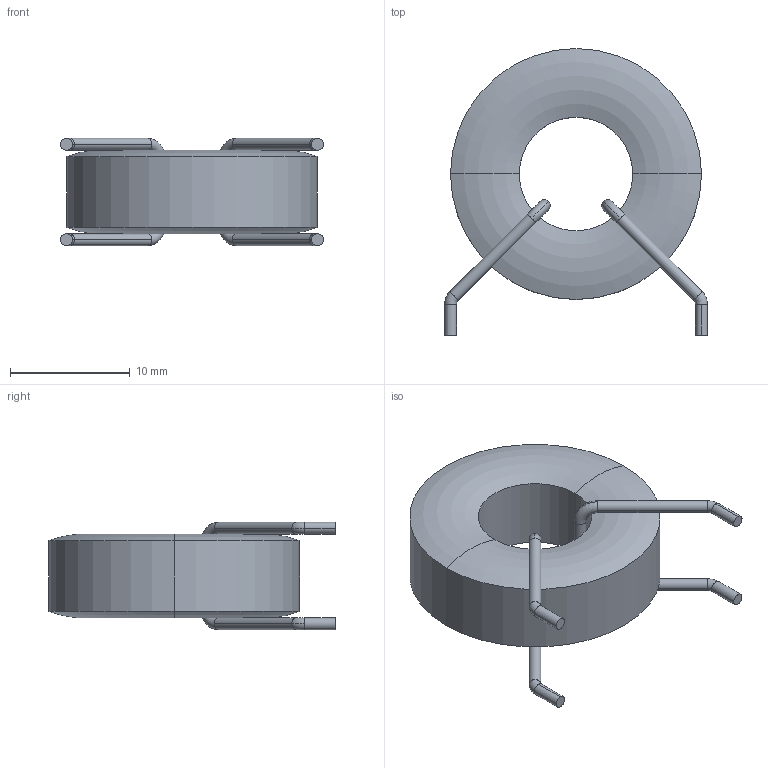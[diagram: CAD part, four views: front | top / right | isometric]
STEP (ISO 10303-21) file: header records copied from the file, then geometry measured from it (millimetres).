
FILE_DESCRIPTION (( 'STEP AP203' ), '1' );
FILE_NAME ('Epcos 87 R20.STEP', '2015-04-08T08:26:08', ( '' ), ( '' ), 'SwSTEP 2.0', 'SolidWorks 2014', '' );
FILE_SCHEMA (( 'CONFIG_CONTROL_DESIGN' ));
Length unit declared in the file: millimetre
Products named in the file (1): Epcos 87 R20
Bounding box: 22 x 24 x 9 mm (x, y, z)
Volume: 1886.9 mm3; surface area: 1354.2 mm2
Topology: 3 solids, 3 shells, 48 faces, 112 edges, 68 vertices
Faces by surface type: cylinder 24, torus 20, plane 4
Entity records: 1481 total; most frequent: DIRECTION 298, CARTESIAN_POINT 229, ORIENTED_EDGE 224, AXIS2_PLACEMENT_3D 137, EDGE_CURVE 112, CIRCLE 88, VERTEX_POINT 68, ADVANCED_FACE 48
